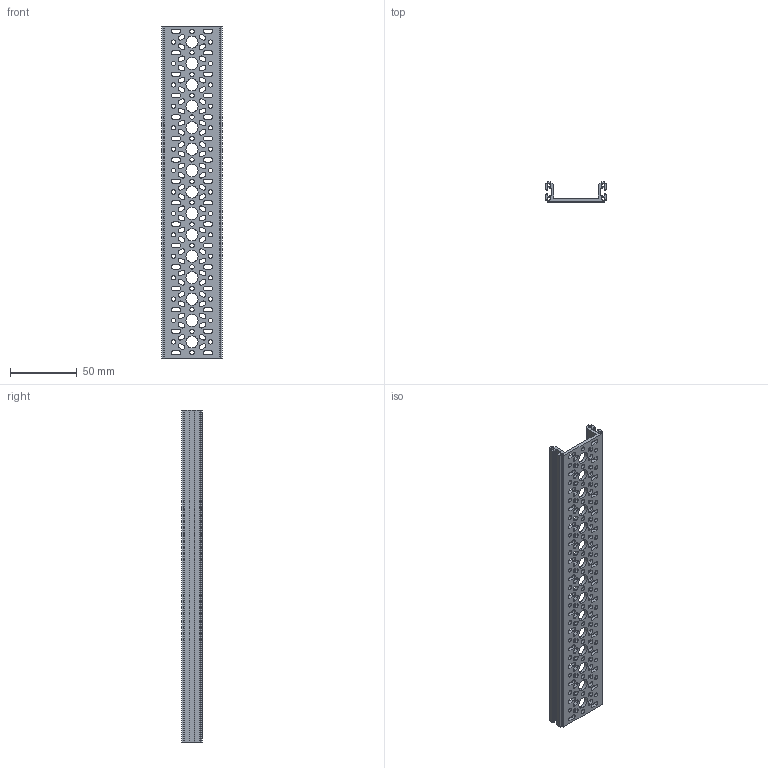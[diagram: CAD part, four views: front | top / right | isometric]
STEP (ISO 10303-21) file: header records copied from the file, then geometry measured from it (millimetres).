
FILE_DESCRIPTION (( 'STEP AP203' ), '1' );
FILE_NAME ('REV-41-1767.STEP', '2019-07-11T20:20:50', ( '' ), ( '' ), 'SwSTEP 2.0', 'SolidWorks 2018', '' );
FILE_SCHEMA (( 'CONFIG_CONTROL_DESIGN' ));
Length unit declared in the file: millimetre
Products named in the file (1): REV-41-1767
Bounding box: 45 x 15 x 248 mm (x, y, z)
Volume: 38936.6 mm3; surface area: 47902.6 mm2
Topology: 1 solids, 1 shells, 640 faces, 1914 edges, 1276 vertices
Faces by surface type: cylinder 420, plane 220
Entity records: 22607 total; most frequent: DIRECTION 4036, CARTESIAN_POINT 3831, ORIENTED_EDGE 3828, EDGE_CURVE 1914, AXIS2_PLACEMENT_3D 1481, VERTEX_POINT 1276, LINE 1074, VECTOR 1074
